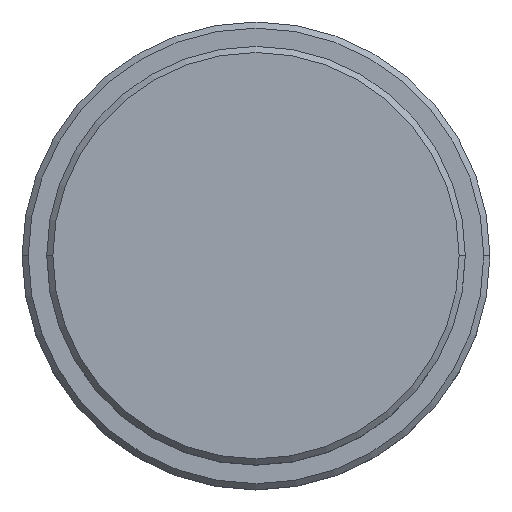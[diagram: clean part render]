
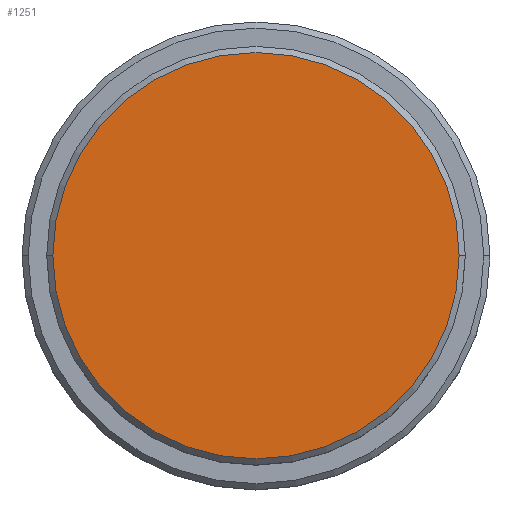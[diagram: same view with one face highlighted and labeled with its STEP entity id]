
A CAD part, top view. The second image highlights one B-rep face of the part: STEP entity #1251.
In plain terms, the highlighted planar face has unit normal (0, 0, 1).
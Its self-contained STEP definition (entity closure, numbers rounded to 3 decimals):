
#4 = AXIS2_PLACEMENT_3D ( 'NONE', #502, #482, #922 ) ;
#67 = DIRECTION ( 'NONE',  ( 0., 0., 1. ) ) ;
#110 = VERTEX_POINT ( 'NONE', #1023 ) ;
#165 = CARTESIAN_POINT ( 'NONE',  ( 0., 0., 0. ) ) ;
#220 = CARTESIAN_POINT ( 'NONE',  ( 16.5, 0., 0. ) ) ;
#297 = DIRECTION ( 'NONE',  ( 1., 0., 0. ) ) ;
#322 = EDGE_CURVE ( 'NONE', #524, #110, #872, .T. ) ;
#333 = EDGE_LOOP ( 'NONE', ( #1323, #1187 ) ) ;
#448 = AXIS2_PLACEMENT_3D ( 'NONE', #651, #573, #788 ) ;
#482 = DIRECTION ( 'NONE',  ( 0., 0., 1. ) ) ;
#502 = CARTESIAN_POINT ( 'NONE',  ( 0., 0., 0. ) ) ;
#524 = VERTEX_POINT ( 'NONE', #220 ) ;
#573 = DIRECTION ( 'NONE',  ( 0., 0., 1. ) ) ;
#651 = CARTESIAN_POINT ( 'NONE',  ( 0., 0., 0. ) ) ;
#750 = PLANE ( 'NONE',  #448 ) ;
#788 = DIRECTION ( 'NONE',  ( 1., 0., 0. ) ) ;
#872 = CIRCLE ( 'NONE', #4, 16.5 ) ;
#922 = DIRECTION ( 'NONE',  ( 1., 0., 0. ) ) ;
#923 = CIRCLE ( 'NONE', #1339, 16.5 ) ;
#1023 = CARTESIAN_POINT ( 'NONE',  ( -16.5, 0., 0. ) ) ;
#1187 = ORIENTED_EDGE ( 'NONE', *, *, #322, .T. ) ;
#1193 = FACE_OUTER_BOUND ( 'NONE', #333, .T. ) ;
#1251 = ADVANCED_FACE ( 'NONE', ( #1193 ), #750, .T. ) ;
#1323 = ORIENTED_EDGE ( 'NONE', *, *, #1394, .T. ) ;
#1339 = AXIS2_PLACEMENT_3D ( 'NONE', #165, #67, #297 ) ;
#1394 = EDGE_CURVE ( 'NONE', #110, #524, #923, .T. ) ;
